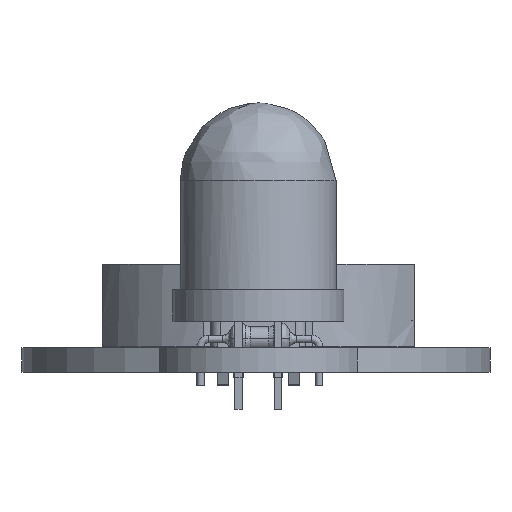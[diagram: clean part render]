
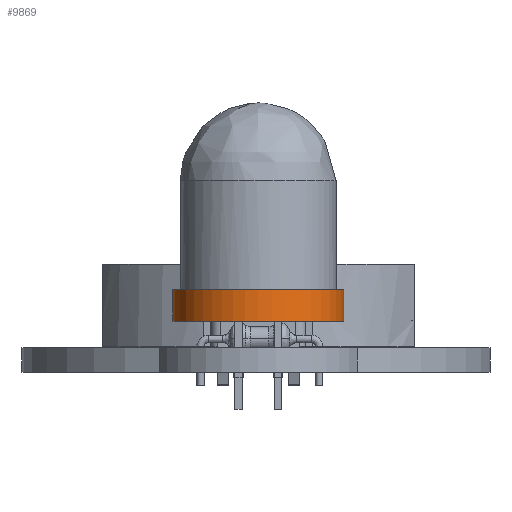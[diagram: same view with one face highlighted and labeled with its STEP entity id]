
A CAD part, left-side view. The second image highlights one B-rep face of the part: STEP entity #9869.
In plain terms, the highlighted free-form (B-spline) face has degree [2, 1] with [7, 2] control points.
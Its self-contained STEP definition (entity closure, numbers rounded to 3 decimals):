
#9852 = B_SPLINE_SURFACE_WITH_KNOTS('',1,1,(
    (#9853,#9854)
    ,(#9855,#9856
    )),.UNSPECIFIED.,.F.,.F.,.F.,(2,2),(2,2),(-5.5,5.5),(-5.5,5.5),
  .PIECEWISE_BEZIER_KNOTS.);
#9853 = CARTESIAN_POINT('',(-5.5,5.65,5.5));
#9854 = CARTESIAN_POINT('',(-5.5,5.65,-5.5));
#9855 = CARTESIAN_POINT('',(5.5,5.65,5.5));
#9856 = CARTESIAN_POINT('',(5.5,5.65,-5.5));
#9869 = ADVANCED_FACE('',(#9870),#9886,.T.);
#9870 = FACE_BOUND('',#9871,.T.);
#9871 = EDGE_LOOP('',(#9872,#9937,#9959,#10012));
#9872 = ORIENTED_EDGE('',*,*,#9873,.F.);
#9873 = EDGE_CURVE('',#9874,#9874,#9876,.T.);
#9874 = VERTEX_POINT('',#9875);
#9875 = CARTESIAN_POINT('',(-5.5,5.65,0.));
#9876 = SURFACE_CURVE('',#9877,(#9885,#9926),.PCURVE_S1.);
#9877 = ( BOUNDED_CURVE() B_SPLINE_CURVE(2,(#9878,#9879,#9880,#9881,
#9882,#9883,#9884),.UNSPECIFIED.,.T.,.F.) B_SPLINE_CURVE_WITH_KNOTS((3,2
    ,2,3),(3.142,5.236,7.33,9.425),
.PIECEWISE_BEZIER_KNOTS.) CURVE() GEOMETRIC_REPRESENTATION_ITEM() 
RATIONAL_B_SPLINE_CURVE((1.,0.5,1.,0.5,1.,0.5,1.)) REPRESENTATION_ITEM(
  '') );
#9878 = CARTESIAN_POINT('',(-5.5,5.65,0.));
#9879 = CARTESIAN_POINT('',(-5.5,5.65,9.526));
#9880 = CARTESIAN_POINT('',(2.75,5.65,4.763));
#9881 = CARTESIAN_POINT('',(11.,5.65,0.));
#9882 = CARTESIAN_POINT('',(2.75,5.65,-4.763));
#9883 = CARTESIAN_POINT('',(-5.5,5.65,-9.526));
#9884 = CARTESIAN_POINT('',(-5.5,5.65,0.));
#9885 = PCURVE('',#9886,#9901);
#9886 = ( BOUNDED_SURFACE() B_SPLINE_SURFACE(2,1,(
    (#9887,#9888)
    ,(#9889,#9890)
    ,(#9891,#9892)
    ,(#9893,#9894)
    ,(#9895,#9896)
    ,(#9897,#9898)
    ,(#9899,#9900
)),.UNSPECIFIED.,.T.,.F.,.F.) B_SPLINE_SURFACE_WITH_KNOTS((1,2,2,2,2,1),
  (2,2),(-2.094,0.,2.094,4.189,6.283,
8.378),(0.,2.),.UNSPECIFIED.) GEOMETRIC_REPRESENTATION_ITEM() 
RATIONAL_B_SPLINE_SURFACE((
    (1.,1.)
    ,(0.5,0.5)
    ,(1.,1.)
    ,(0.5,0.5)
    ,(1.,1.)
    ,(0.5,0.5)
,(1.,1.))) REPRESENTATION_ITEM('') SURFACE() );
#9887 = CARTESIAN_POINT('',(5.5,3.65,0.));
#9888 = CARTESIAN_POINT('',(5.5,5.65,0.));
#9889 = CARTESIAN_POINT('',(5.5,3.65,-9.526));
#9890 = CARTESIAN_POINT('',(5.5,5.65,-9.526));
#9891 = CARTESIAN_POINT('',(-2.75,3.65,-4.763));
#9892 = CARTESIAN_POINT('',(-2.75,5.65,-4.763));
#9893 = CARTESIAN_POINT('',(-11.,3.65,0.));
#9894 = CARTESIAN_POINT('',(-11.,5.65,0.));
#9895 = CARTESIAN_POINT('',(-2.75,3.65,4.763));
#9896 = CARTESIAN_POINT('',(-2.75,5.65,4.763));
#9897 = CARTESIAN_POINT('',(5.5,3.65,9.526));
#9898 = CARTESIAN_POINT('',(5.5,5.65,9.526));
#9899 = CARTESIAN_POINT('',(5.5,3.65,0.));
#9900 = CARTESIAN_POINT('',(5.5,5.65,0.));
#9901 = DEFINITIONAL_REPRESENTATION('',(#9902),#9925);
#9902 = B_SPLINE_CURVE_WITH_KNOTS('',7,(#9903,#9904,#9905,#9906,#9907,
    #9908,#9909,#9910,#9911,#9912,#9913,#9914,#9915,#9916,#9917,#9918,
    #9919,#9920,#9921,#9922,#9923,#9924),.UNSPECIFIED.,.F.,.F.,(8,7,7,8)
  ,(3.142,5.236,7.33,9.425),
  .PIECEWISE_BEZIER_KNOTS.);
#9903 = CARTESIAN_POINT('',(-3.142,2.));
#9904 = CARTESIAN_POINT('',(-2.927,2.));
#9905 = CARTESIAN_POINT('',(-2.579,2.));
#9906 = CARTESIAN_POINT('',(-2.588,2.));
#9907 = CARTESIAN_POINT('',(-1.601,2.));
#9908 = CARTESIAN_POINT('',(-1.61,2.));
#9909 = CARTESIAN_POINT('',(-1.262,2.));
#9910 = CARTESIAN_POINT('',(-1.047,2.));
#9911 = CARTESIAN_POINT('',(-0.833,2.));
#9912 = CARTESIAN_POINT('',(-0.485,2.));
#9913 = CARTESIAN_POINT('',(-0.493,2.));
#9914 = CARTESIAN_POINT('',(0.493,2.));
#9915 = CARTESIAN_POINT('',(0.485,2.));
#9916 = CARTESIAN_POINT('',(0.833,2.));
#9917 = CARTESIAN_POINT('',(1.047,2.));
#9918 = CARTESIAN_POINT('',(1.262,2.));
#9919 = CARTESIAN_POINT('',(1.61,2.));
#9920 = CARTESIAN_POINT('',(1.601,2.));
#9921 = CARTESIAN_POINT('',(2.588,2.));
#9922 = CARTESIAN_POINT('',(2.579,2.));
#9923 = CARTESIAN_POINT('',(2.927,2.));
#9924 = CARTESIAN_POINT('',(3.142,2.));
#9925 = ( GEOMETRIC_REPRESENTATION_CONTEXT(2) 
PARAMETRIC_REPRESENTATION_CONTEXT() REPRESENTATION_CONTEXT('2D SPACE',''
  ) );
#9926 = PCURVE('',#9852,#9927);
#9927 = DEFINITIONAL_REPRESENTATION('',(#9928),#9936);
#9928 = ( BOUNDED_CURVE() B_SPLINE_CURVE(2,(#9929,#9930,#9931,#9932,
#9933,#9934,#9935),.UNSPECIFIED.,.F.,.F.) B_SPLINE_CURVE_WITH_KNOTS((3,2
    ,2,3),(3.142,5.236,7.33,9.425),
.PIECEWISE_BEZIER_KNOTS.) CURVE() GEOMETRIC_REPRESENTATION_ITEM() 
RATIONAL_B_SPLINE_CURVE((1.,0.5,1.,0.5,1.,0.5,1.)) REPRESENTATION_ITEM(
  '') );
#9929 = CARTESIAN_POINT('',(-5.5,0.));
#9930 = CARTESIAN_POINT('',(-5.5,-9.526));
#9931 = CARTESIAN_POINT('',(2.75,-4.763));
#9932 = CARTESIAN_POINT('',(11.,0.));
#9933 = CARTESIAN_POINT('',(2.75,4.763));
#9934 = CARTESIAN_POINT('',(-5.5,9.526));
#9935 = CARTESIAN_POINT('',(-5.5,0.));
#9936 = ( GEOMETRIC_REPRESENTATION_CONTEXT(2) 
PARAMETRIC_REPRESENTATION_CONTEXT() REPRESENTATION_CONTEXT('2D SPACE',''
  ) );
#9937 = ORIENTED_EDGE('',*,*,#9938,.T.);
#9938 = EDGE_CURVE('',#9874,#9939,#9941,.T.);
#9939 = VERTEX_POINT('',#9940);
#9940 = CARTESIAN_POINT('',(-5.5,3.65,0.));
#9941 = SEAM_CURVE('',#9942,(#9945,#9952),.PCURVE_S1.);
#9942 = B_SPLINE_CURVE_WITH_KNOTS('',1,(#9943,#9944),.UNSPECIFIED.,.F.,
  .F.,(2,2),(-2.,0.),.PIECEWISE_BEZIER_KNOTS.);
#9943 = CARTESIAN_POINT('',(-5.5,5.65,0.));
#9944 = CARTESIAN_POINT('',(-5.5,3.65,0.));
#9945 = PCURVE('',#9886,#9946);
#9946 = DEFINITIONAL_REPRESENTATION('',(#9947),#9951);
#9947 = B_SPLINE_CURVE_WITH_KNOTS('',2,(#9948,#9949,#9950),
  .UNSPECIFIED.,.F.,.F.,(3,3),(-2.,0.),.PIECEWISE_BEZIER_KNOTS.);
#9948 = CARTESIAN_POINT('',(-3.142,2.));
#9949 = CARTESIAN_POINT('',(-3.142,1.));
#9950 = CARTESIAN_POINT('',(-3.142,0.));
#9951 = ( GEOMETRIC_REPRESENTATION_CONTEXT(2) 
PARAMETRIC_REPRESENTATION_CONTEXT() REPRESENTATION_CONTEXT('2D SPACE',''
  ) );
#9952 = PCURVE('',#9886,#9953);
#9953 = DEFINITIONAL_REPRESENTATION('',(#9954),#9958);
#9954 = B_SPLINE_CURVE_WITH_KNOTS('',2,(#9955,#9956,#9957),
  .UNSPECIFIED.,.F.,.F.,(3,3),(-2.,0.),.PIECEWISE_BEZIER_KNOTS.);
#9955 = CARTESIAN_POINT('',(3.142,2.));
#9956 = CARTESIAN_POINT('',(3.142,1.));
#9957 = CARTESIAN_POINT('',(3.142,0.));
#9958 = ( GEOMETRIC_REPRESENTATION_CONTEXT(2) 
PARAMETRIC_REPRESENTATION_CONTEXT() REPRESENTATION_CONTEXT('2D SPACE',''
  ) );
#9959 = ORIENTED_EDGE('',*,*,#9960,.T.);
#9960 = EDGE_CURVE('',#9939,#9939,#9961,.T.);
#9961 = SURFACE_CURVE('',#9962,(#9970,#9996),.PCURVE_S1.);
#9962 = ( BOUNDED_CURVE() B_SPLINE_CURVE(2,(#9963,#9964,#9965,#9966,
#9967,#9968,#9969),.UNSPECIFIED.,.T.,.F.) B_SPLINE_CURVE_WITH_KNOTS((3,2
    ,2,3),(3.142,5.236,7.33,9.425),
.PIECEWISE_BEZIER_KNOTS.) CURVE() GEOMETRIC_REPRESENTATION_ITEM() 
RATIONAL_B_SPLINE_CURVE((1.,0.5,1.,0.5,1.,0.5,1.)) REPRESENTATION_ITEM(
  '') );
#9963 = CARTESIAN_POINT('',(-5.5,3.65,0.));
#9964 = CARTESIAN_POINT('',(-5.5,3.65,9.526));
#9965 = CARTESIAN_POINT('',(2.75,3.65,4.763));
#9966 = CARTESIAN_POINT('',(11.,3.65,0.));
#9967 = CARTESIAN_POINT('',(2.75,3.65,-4.763));
#9968 = CARTESIAN_POINT('',(-5.5,3.65,-9.526));
#9969 = CARTESIAN_POINT('',(-5.5,3.65,0.));
#9970 = PCURVE('',#9886,#9971);
#9971 = DEFINITIONAL_REPRESENTATION('',(#9972),#9995);
#9972 = B_SPLINE_CURVE_WITH_KNOTS('',7,(#9973,#9974,#9975,#9976,#9977,
    #9978,#9979,#9980,#9981,#9982,#9983,#9984,#9985,#9986,#9987,#9988,
    #9989,#9990,#9991,#9992,#9993,#9994),.UNSPECIFIED.,.F.,.F.,(8,7,7,8)
  ,(3.142,5.236,7.33,9.425),
  .PIECEWISE_BEZIER_KNOTS.);
#9973 = CARTESIAN_POINT('',(-3.142,0.));
#9974 = CARTESIAN_POINT('',(-2.927,0.));
#9975 = CARTESIAN_POINT('',(-2.579,0.));
#9976 = CARTESIAN_POINT('',(-2.588,0.));
#9977 = CARTESIAN_POINT('',(-1.601,0.));
#9978 = CARTESIAN_POINT('',(-1.61,0.));
#9979 = CARTESIAN_POINT('',(-1.262,0.));
#9980 = CARTESIAN_POINT('',(-1.047,0.));
#9981 = CARTESIAN_POINT('',(-0.833,0.));
#9982 = CARTESIAN_POINT('',(-0.485,0.));
#9983 = CARTESIAN_POINT('',(-0.493,0.));
#9984 = CARTESIAN_POINT('',(0.493,0.));
#9985 = CARTESIAN_POINT('',(0.485,0.));
#9986 = CARTESIAN_POINT('',(0.833,0.));
#9987 = CARTESIAN_POINT('',(1.047,0.));
#9988 = CARTESIAN_POINT('',(1.262,0.));
#9989 = CARTESIAN_POINT('',(1.61,0.));
#9990 = CARTESIAN_POINT('',(1.601,0.));
#9991 = CARTESIAN_POINT('',(2.588,0.));
#9992 = CARTESIAN_POINT('',(2.579,0.));
#9993 = CARTESIAN_POINT('',(2.927,0.));
#9994 = CARTESIAN_POINT('',(3.142,0.));
#9995 = ( GEOMETRIC_REPRESENTATION_CONTEXT(2) 
PARAMETRIC_REPRESENTATION_CONTEXT() REPRESENTATION_CONTEXT('2D SPACE',''
  ) );
#9996 = PCURVE('',#9997,#10002);
#9997 = B_SPLINE_SURFACE_WITH_KNOTS('',1,1,(
    (#9998,#9999)
    ,(#10000,#10001
    )),.UNSPECIFIED.,.F.,.F.,.F.,(2,2),(2,2),(-5.5,5.5),(-5.5,5.5),
  .PIECEWISE_BEZIER_KNOTS.);
#9998 = CARTESIAN_POINT('',(-5.5,3.65,5.5));
#9999 = CARTESIAN_POINT('',(-5.5,3.65,-5.5));
#10000 = CARTESIAN_POINT('',(5.5,3.65,5.5));
#10001 = CARTESIAN_POINT('',(5.5,3.65,-5.5));
#10002 = DEFINITIONAL_REPRESENTATION('',(#10003),#10011);
#10003 = ( BOUNDED_CURVE() B_SPLINE_CURVE(2,(#10004,#10005,#10006,#10007
    ,#10008,#10009,#10010),.UNSPECIFIED.,.F.,.F.) 
B_SPLINE_CURVE_WITH_KNOTS((3,2,2,3),(3.142,5.236,
7.33,9.425),.PIECEWISE_BEZIER_KNOTS.) CURVE() 
GEOMETRIC_REPRESENTATION_ITEM() RATIONAL_B_SPLINE_CURVE((1.,0.5,1.,0.5,
1.,0.5,1.)) REPRESENTATION_ITEM('') );
#10004 = CARTESIAN_POINT('',(-5.5,0.));
#10005 = CARTESIAN_POINT('',(-5.5,-9.526));
#10006 = CARTESIAN_POINT('',(2.75,-4.763));
#10007 = CARTESIAN_POINT('',(11.,0.));
#10008 = CARTESIAN_POINT('',(2.75,4.763));
#10009 = CARTESIAN_POINT('',(-5.5,9.526));
#10010 = CARTESIAN_POINT('',(-5.5,0.));
#10011 = ( GEOMETRIC_REPRESENTATION_CONTEXT(2) 
PARAMETRIC_REPRESENTATION_CONTEXT() REPRESENTATION_CONTEXT('2D SPACE',''
  ) );
#10012 = ORIENTED_EDGE('',*,*,#9938,.F.);
